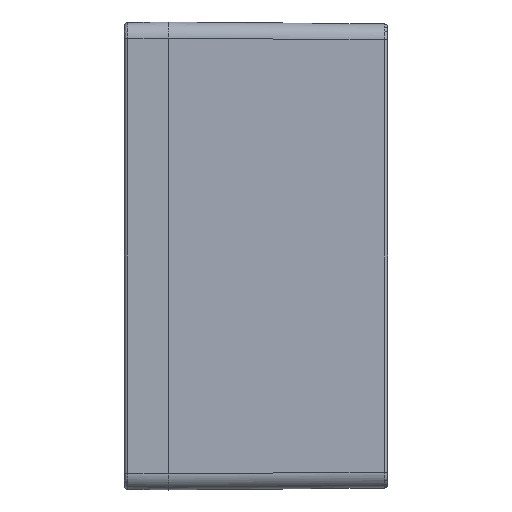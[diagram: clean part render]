
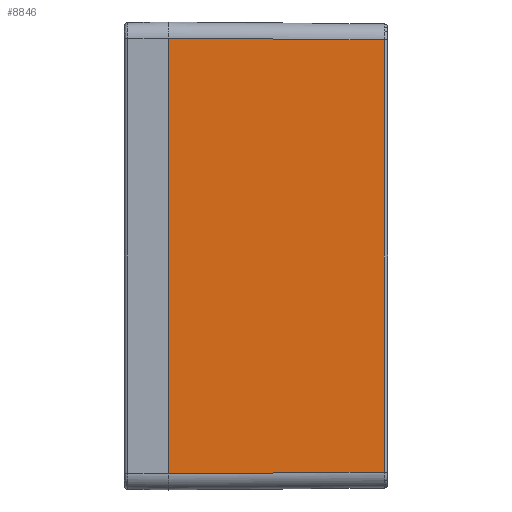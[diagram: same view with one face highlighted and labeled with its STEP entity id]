
A CAD part, left-side view. The second image highlights one B-rep face of the part: STEP entity #8846.
In plain terms, the highlighted planar face has unit normal (-1, -0.009, 0).
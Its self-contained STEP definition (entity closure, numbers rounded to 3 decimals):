
#1126=CARTESIAN_POINT('',(-120.,75.,-74.5));
#1174=CARTESIAN_POINT('',(-120.,75.,74.5));
#1185=DIRECTION('',(0.,0.,-1.));
#1186=VECTOR('',#1185,149.);
#1187=CARTESIAN_POINT('',(-120.,75.,74.5));
#1188=LINE('',#1187,#1186);
#1686=DIRECTION('',(0.,0.,-1.));
#1687=VECTOR('',#1686,147.712);
#1688=CARTESIAN_POINT('',(-119.356,1.19,73.856));
#1689=LINE('',#1688,#1687);
#1693=DIRECTION('',(0.009,-1.,0.009));
#1694=VECTOR('',#1693,73.816);
#1695=CARTESIAN_POINT('',(-120.,75.,-74.5));
#1696=LINE('',#1695,#1694);
#1700=DIRECTION('',(0.009,-1.,-0.009));
#1701=VECTOR('',#1700,73.816);
#1702=CARTESIAN_POINT('',(-120.,75.,74.5));
#1703=LINE('',#1702,#1701);
#6855=VERTEX_POINT('',#1126);
#6860=VERTEX_POINT('',#1174);
#7659=CARTESIAN_POINT('',(-119.356,1.19,73.856));
#7660=CARTESIAN_POINT('',(-119.356,1.19,
-73.856));
#7661=VERTEX_POINT('',#7659);
#7662=VERTEX_POINT('',#7660);
#8834=CARTESIAN_POINT('',(-120.,75.,-84.807));
#8835=DIRECTION('',(-1.,-0.009,0.));
#8836=DIRECTION('',(0.,0.,-1.));
#8837=AXIS2_PLACEMENT_3D('',#8834,#8835,#8836);
#8838=PLANE('',#8837);
#8839=ORIENTED_EDGE('',*,*,#8483,.T.);
#8841=ORIENTED_EDGE('',*,*,#8840,.F.);
#8842=ORIENTED_EDGE('',*,*,#7918,.F.);
#8843=ORIENTED_EDGE('',*,*,#8827,.T.);
#8844=EDGE_LOOP('',(#8839,#8841,#8842,#8843));
#8845=FACE_OUTER_BOUND('',#8844,.F.);
#8846=ADVANCED_FACE('',(#8845),#8838,.T.);
#7918=EDGE_CURVE('',#6860,#6855,#1188,.T.);
#8483=EDGE_CURVE('',#7661,#7662,#1689,.T.);
#8827=EDGE_CURVE('',#6860,#7661,#1703,.T.);
#8840=EDGE_CURVE('',#6855,#7662,#1696,.T.);
